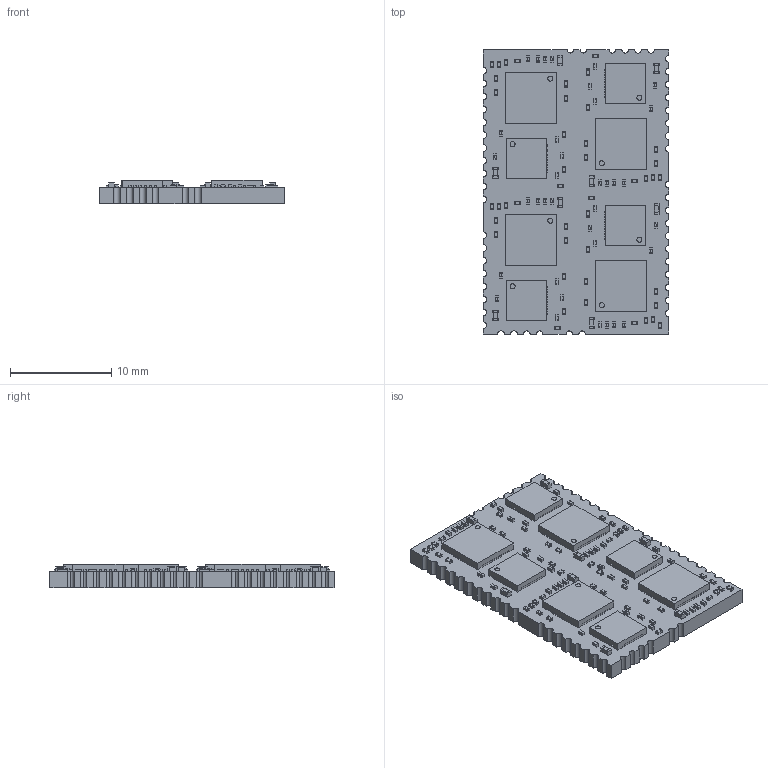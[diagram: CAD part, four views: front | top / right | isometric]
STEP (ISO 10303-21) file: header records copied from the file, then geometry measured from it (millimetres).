
FILE_DESCRIPTION(('FreeCAD Model'),'2;1');
FILE_NAME('Open CASCADE Shape Model','2025-11-13T21:28:49',(''),(''), 'Open CASCADE STEP processor 7.9','FreeCAD','Unknown');
FILE_SCHEMA(('AUTOMOTIVE_DESIGN { 1 0 10303 214 1 1 1 1 }'));
Length unit declared in the file: millimetre
Products named in the file (10): logic_board; Board_Geoms_7dd1; Pcb_7dd1; Step_Models_7dd1; Top_7dd1; R5_R_0201_0603Metric_fb9afff6527c; U3_QFN-32-1EP_5x5mm_Pitch0.5mm_a1086153c562; C23_C_0201_0603Metric_5a5157595c69; C4_C_0402_1005Metric_eb0286e01f0b; U6_QFN-24-1EP_4x4mm_Pitch0.5mm_9381aadf3d61[2]
Assembly tree (100 placements, depth 4):
  logic_board
    Board_Geoms_7dd1
      Pcb_7dd1
    Step_Models_7dd1
      Top_7dd1
        R5_R_0201_0603Metric_fb9afff6527c  x44
        U3_QFN-32-1EP_5x5mm_Pitch0.5mm_a1086153c562  x4
        C23_C_0201_0603Metric_5a5157595c69  x36
        C4_C_0402_1005Metric_eb0286e01f0b  x8
        U6_QFN-24-1EP_4x4mm_Pitch0.5mm_9381aadf3d61[2]  x4
Bounding box: 18.3 x 28.08 x 2.37 mm (x, y, z)
Volume: 937.1 mm3; surface area: 1735.2 mm2
Topology: 97 solids, 97 shells, 3977 faces, 10861 edges, 7182 vertices
Faces by surface type: plane 2776, cylinder 1201
Full cylindrical faces by diameter (mm): 0.2 x20, 0.5 x8
Entity records: 24421 total; most frequent: CARTESIAN_POINT 3539, DIRECTION 3451, ORIENTED_EDGE 3418, EDGE_CURVE 1709, LINE 1351, VECTOR 1351, VERTEX_POINT 1138, AXIS2_PLACEMENT_3D 1050
